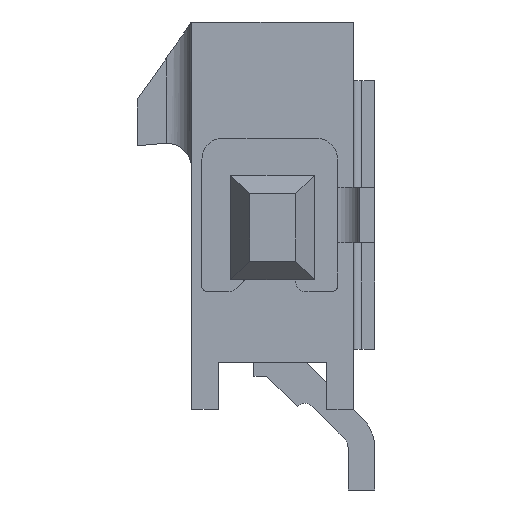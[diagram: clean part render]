
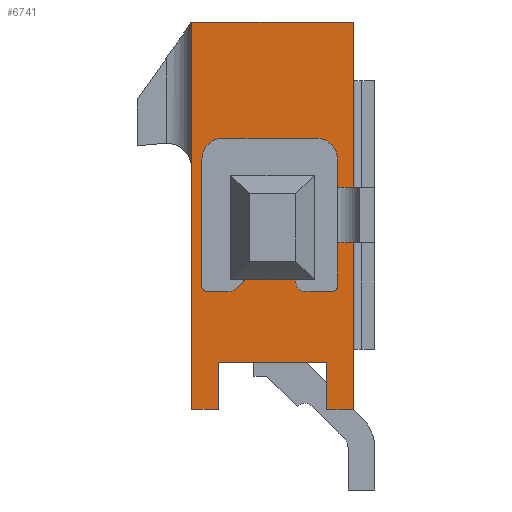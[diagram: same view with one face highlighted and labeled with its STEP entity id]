
A CAD part, left-side view. The second image highlights one B-rep face of the part: STEP entity #6741.
In plain terms, the highlighted planar face has unit normal (-1, 0, 0).
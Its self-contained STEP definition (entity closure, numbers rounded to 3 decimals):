
#72=DIRECTION('',(0.,0.,-1.));
#73=VECTOR('',#72,9.24);
#74=CARTESIAN_POINT('',(-15.5,-1.93,0.));
#75=LINE('',#74,#73);
#76=DIRECTION('',(0.,1.,0.));
#77=VECTOR('',#76,0.64);
#78=CARTESIAN_POINT('',(-15.5,-1.93,-9.24));
#79=LINE('',#78,#77);
#80=DIRECTION('',(0.,0.,1.));
#81=VECTOR('',#80,1.13);
#82=CARTESIAN_POINT('',(-15.5,-1.29,-9.24));
#83=LINE('',#82,#81);
#84=DIRECTION('',(0.,1.,0.));
#85=VECTOR('',#84,2.58);
#86=CARTESIAN_POINT('',(-15.5,-1.29,-8.11));
#87=LINE('',#86,#85);
#88=DIRECTION('',(0.,0.,-1.));
#89=VECTOR('',#88,1.13);
#90=CARTESIAN_POINT('',(-15.5,1.29,-8.11));
#91=LINE('',#90,#89);
#92=DIRECTION('',(0.,1.,0.));
#93=VECTOR('',#92,0.64);
#94=CARTESIAN_POINT('',(-15.5,1.29,-9.24));
#95=LINE('',#94,#93);
#96=DIRECTION('',(0.,0.,1.));
#97=VECTOR('',#96,9.24);
#98=CARTESIAN_POINT('',(-15.5,1.93,-9.24));
#99=LINE('',#98,#97);
#100=DIRECTION('',(0.,-1.,0.));
#101=VECTOR('',#100,3.86);
#102=CARTESIAN_POINT('',(-15.5,1.93,0.));
#103=LINE('',#102,#101);
#104=DIRECTION('',(0.,0.,-1.));
#105=VECTOR('',#104,2.);
#106=CARTESIAN_POINT('',(-15.5,-0.5,-4.15));
#107=LINE('',#106,#105);
#108=DIRECTION('',(0.,1.,0.));
#109=VECTOR('',#108,1.);
#110=CARTESIAN_POINT('',(-15.5,-0.5,-4.15));
#111=LINE('',#110,#109);
#112=DIRECTION('',(0.,0.,-1.));
#113=VECTOR('',#112,2.);
#114=CARTESIAN_POINT('',(-15.5,0.5,-4.15));
#115=LINE('',#114,#113);
#116=DIRECTION('',(0.,1.,0.));
#117=VECTOR('',#116,1.);
#118=CARTESIAN_POINT('',(-15.5,-0.5,-6.15));
#119=LINE('',#118,#117);
#5096=CARTESIAN_POINT('',(-15.5,-1.93,0.));
#5097=CARTESIAN_POINT('',(-15.5,-1.93,-9.24));
#5098=VERTEX_POINT('',#5096);
#5099=VERTEX_POINT('',#5097);
#5100=CARTESIAN_POINT('',(-15.5,-1.29,-9.24));
#5101=VERTEX_POINT('',#5100);
#5102=CARTESIAN_POINT('',(-15.5,-1.29,-8.11));
#5103=VERTEX_POINT('',#5102);
#5104=CARTESIAN_POINT('',(-15.5,1.29,-8.11));
#5105=VERTEX_POINT('',#5104);
#5106=CARTESIAN_POINT('',(-15.5,1.29,-9.24));
#5107=VERTEX_POINT('',#5106);
#5108=CARTESIAN_POINT('',(-15.5,1.93,-9.24));
#5109=VERTEX_POINT('',#5108);
#5110=CARTESIAN_POINT('',(-15.5,1.93,0.));
#5111=VERTEX_POINT('',#5110);
#5212=CARTESIAN_POINT('',(-15.5,-0.5,-4.15));
#5213=CARTESIAN_POINT('',(-15.5,-0.5,-6.15));
#5214=VERTEX_POINT('',#5212);
#5215=VERTEX_POINT('',#5213);
#5216=CARTESIAN_POINT('',(-15.5,0.5,-4.15));
#5217=CARTESIAN_POINT('',(-15.5,0.5,-6.15));
#5218=VERTEX_POINT('',#5216);
#5219=VERTEX_POINT('',#5217);
#6708=CARTESIAN_POINT('',(-15.5,0.,0.));
#6709=DIRECTION('',(1.,0.,0.));
#6710=DIRECTION('',(0.,-1.,0.));
#6711=AXIS2_PLACEMENT_3D('',#6708,#6709,#6710);
#6712=PLANE('',#6711);
#6714=ORIENTED_EDGE('',*,*,#6713,.T.);
#6716=ORIENTED_EDGE('',*,*,#6715,.T.);
#6718=ORIENTED_EDGE('',*,*,#6717,.T.);
#6720=ORIENTED_EDGE('',*,*,#6719,.T.);
#6722=ORIENTED_EDGE('',*,*,#6721,.T.);
#6724=ORIENTED_EDGE('',*,*,#6723,.T.);
#6726=ORIENTED_EDGE('',*,*,#6725,.T.);
#6728=ORIENTED_EDGE('',*,*,#6727,.T.);
#6729=EDGE_LOOP('',(#6714,#6716,#6718,#6720,#6722,#6724,#6726,#6728));
#6730=FACE_OUTER_BOUND('',#6729,.F.);
#6732=ORIENTED_EDGE('',*,*,#6731,.F.);
#6734=ORIENTED_EDGE('',*,*,#6733,.T.);
#6736=ORIENTED_EDGE('',*,*,#6735,.T.);
#6738=ORIENTED_EDGE('',*,*,#6737,.F.);
#6739=EDGE_LOOP('',(#6732,#6734,#6736,#6738));
#6740=FACE_BOUND('',#6739,.F.);
#6741=ADVANCED_FACE('',(#6730,#6740),#6712,.F.);
#6713=EDGE_CURVE('',#5098,#5099,#75,.T.);
#6715=EDGE_CURVE('',#5099,#5101,#79,.T.);
#6717=EDGE_CURVE('',#5101,#5103,#83,.T.);
#6719=EDGE_CURVE('',#5103,#5105,#87,.T.);
#6721=EDGE_CURVE('',#5105,#5107,#91,.T.);
#6723=EDGE_CURVE('',#5107,#5109,#95,.T.);
#6725=EDGE_CURVE('',#5109,#5111,#99,.T.);
#6727=EDGE_CURVE('',#5111,#5098,#103,.T.);
#6731=EDGE_CURVE('',#5214,#5215,#107,.T.);
#6733=EDGE_CURVE('',#5214,#5218,#111,.T.);
#6735=EDGE_CURVE('',#5218,#5219,#115,.T.);
#6737=EDGE_CURVE('',#5215,#5219,#119,.T.);
